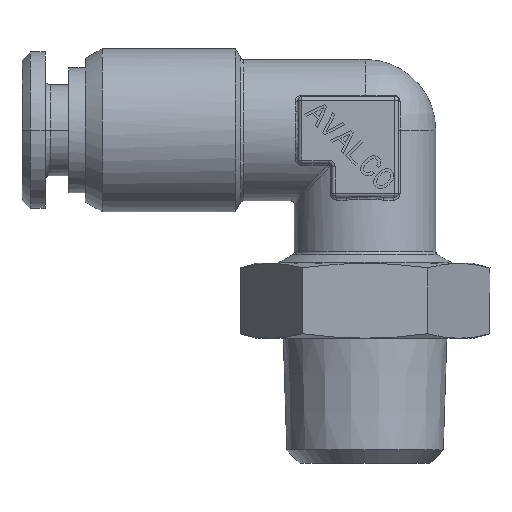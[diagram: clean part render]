
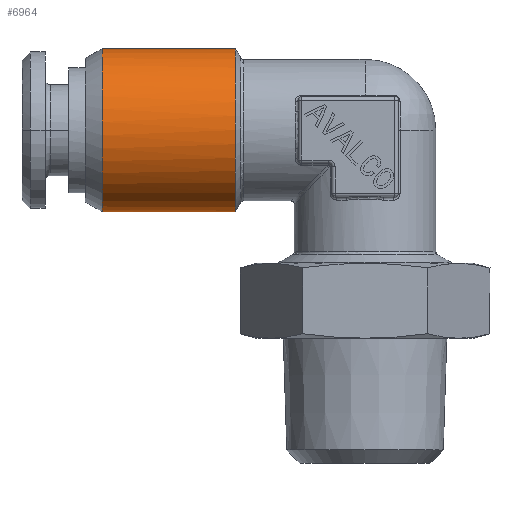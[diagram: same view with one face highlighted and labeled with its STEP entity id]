
A CAD part, top view. The second image highlights one B-rep face of the part: STEP entity #6964.
In plain terms, the highlighted cylindrical face has radius 4.9 mm (diameter 9.8 mm), a partial arc.
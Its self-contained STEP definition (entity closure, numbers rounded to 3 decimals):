
#6128=CARTESIAN_POINT('Vertex',(-7.788,-4.9,0.)) ;
#6135=CARTESIAN_POINT('Vertex',(-7.788,4.9,0.)) ;
#6138=CARTESIAN_POINT('Axis2P3D Location',(-7.788,0.,0.)) ;
#6922=CARTESIAN_POINT('Axis2P3D Location',(-17.25,0.,0.)) ;
#6928=CARTESIAN_POINT('Control Point',(-15.78,4.9,0.)) ;
#6929=CARTESIAN_POINT('Control Point',(-15.78,4.9,0.77)) ;
#6930=CARTESIAN_POINT('Control Point',(-15.78,4.749,1.539)) ;
#6931=CARTESIAN_POINT('Control Point',(-15.78,4.446,2.269)) ;
#6932=CARTESIAN_POINT('Control Point',(-15.78,3.572,3.572)) ;
#6933=CARTESIAN_POINT('Control Point',(-15.78,2.269,4.446)) ;
#6934=CARTESIAN_POINT('Control Point',(-15.78,1.539,4.749)) ;
#6935=CARTESIAN_POINT('Control Point',(-15.78,0.,5.051)) ;
#6936=CARTESIAN_POINT('Control Point',(-15.78,-1.539,4.749)) ;
#6937=CARTESIAN_POINT('Control Point',(-15.78,-2.269,4.446)) ;
#6938=CARTESIAN_POINT('Control Point',(-15.78,-3.572,3.572)) ;
#6939=CARTESIAN_POINT('Control Point',(-15.78,-4.446,2.269)) ;
#6940=CARTESIAN_POINT('Control Point',(-15.78,-4.749,1.539)) ;
#6941=CARTESIAN_POINT('Control Point',(-15.78,-4.9,0.77)) ;
#6942=CARTESIAN_POINT('Control Point',(-15.78,-4.9,0.)) ;
#6943=CARTESIAN_POINT('Vertex',(-15.78,4.9,0.)) ;
#6945=CARTESIAN_POINT('Vertex',(-15.78,-4.9,0.)) ;
#6948=CARTESIAN_POINT('Line Origine',(-17.25,-4.9,0.)) ;
#6953=CARTESIAN_POINT('Line Origine',(-17.25,4.9,0.)) ;
#6139=DIRECTION('Axis2P3D Direction',(-1.,0.,0.)) ;
#6923=DIRECTION('Axis2P3D Direction',(1.,0.,0.)) ;
#6924=DIRECTION('Axis2P3D XDirection',(0.,1.,0.)) ;
#6949=DIRECTION('Vector Direction',(1.,0.,0.)) ;
#6954=DIRECTION('Vector Direction',(1.,0.,0.)) ;
#6140=AXIS2_PLACEMENT_3D('Circle Axis2P3D',#6138,#6139,$) ;
#6925=AXIS2_PLACEMENT_3D('Cylinder Axis2P3D',#6922,#6923,#6924) ;
#6959=ORIENTED_EDGE('',*,*,#6947,.T.) ;
#6960=ORIENTED_EDGE('',*,*,#6952,.F.) ;
#6961=ORIENTED_EDGE('',*,*,#6142,.T.) ;
#6962=ORIENTED_EDGE('',*,*,#6957,.F.) ;
#6950=VECTOR('Line Direction',#6949,1.) ;
#6955=VECTOR('Line Direction',#6954,1.) ;
#6964=ADVANCED_FACE('PR505B-04R18',(#6963),#6926,.T.) ;
#6927=B_SPLINE_CURVE_WITH_KNOTS('',5,(#6928,#6929,#6930,#6931,#6932,#6933,#6934,#6935,#6936,#6937,#6938,#6939,#6940,#6941,#6942),.UNSPECIFIED.,.F.,.U.,(6,3,3,3,6),(-7.697,-3.848,0.,3.848,7.697),.UNSPECIFIED.) ;
#6141=CIRCLE('generated circle',#6140,4.9) ;
#6926=CYLINDRICAL_SURFACE('generated cylinder',#6925,4.9) ;
#6142=EDGE_CURVE('',#6129,#6136,#6141,.T.) ;
#6947=EDGE_CURVE('',#6944,#6946,#6927,.T.) ;
#6952=EDGE_CURVE('',#6129,#6946,#6951,.F.) ;
#6957=EDGE_CURVE('',#6944,#6136,#6956,.T.) ;
#6958=EDGE_LOOP('',(#6959,#6960,#6961,#6962)) ;
#6963=FACE_OUTER_BOUND('',#6958,.T.) ;
#6951=LINE('Line',#6948,#6950) ;
#6956=LINE('Line',#6953,#6955) ;
#6129=VERTEX_POINT('',#6128) ;
#6136=VERTEX_POINT('',#6135) ;
#6944=VERTEX_POINT('',#6943) ;
#6946=VERTEX_POINT('',#6945) ;
